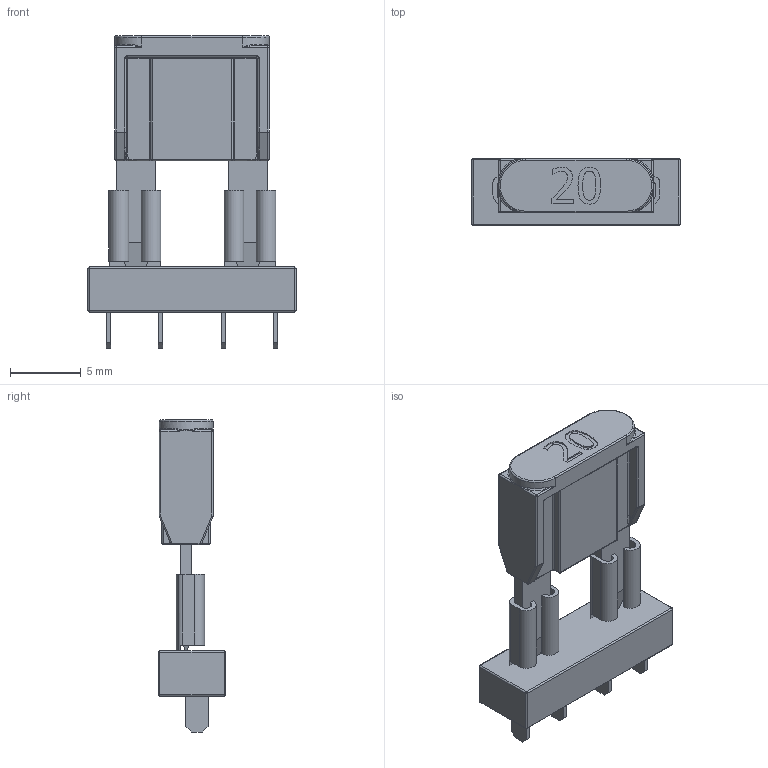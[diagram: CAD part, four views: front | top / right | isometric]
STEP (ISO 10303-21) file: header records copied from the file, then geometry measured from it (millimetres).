
FILE_DESCRIPTION(/* description */ (''),/* implementation_level */ '2;1');
FILE_NAME(/* name */ 'MiniBladeFuseWithPcbHolder.stp',/* time_stamp */ '2021-06-06T06:34:30+09:00',/* author */ ('smco5'),/* organization */ (''),/* preprocessor_version */ 'ST-DEVELOPER v17.2',/* originating_system */ 'Autodesk Inventor 2019',/* authorisation */ '');
FILE_SCHEMA (('AUTOMOTIVE_DESIGN { 1 0 10303 214 3 1 1 }'));
Length unit declared in the file: millimetre
Products named in the file (6): MiniBladeFuseWithPcbHolder; Mini Blade Fuse Holder; Fuse Holder; Body; Pins; Blade MINI Fuse
Assembly tree (5 placements, depth 4):
  MiniBladeFuseWithPcbHolder
    Mini Blade Fuse Holder
      Fuse Holder
        Body
        Pins
    Blade MINI Fuse
Bounding box: 14.68 x 4.75 x 22.02 mm (x, y, z)
Volume: 582.6 mm3; surface area: 968.9 mm2
Topology: 10 solids, 10 shells, 356 faces, 849 edges, 484 vertices
Faces by surface type: plane 123, cylinder 108, bspline 71, sphere 36, torus 18
Entity records: 11852 total; most frequent: CARTESIAN_POINT 3892, ORIENTED_EDGE 1634, DIRECTION 1553, EDGE_CURVE 817, AXIS2_PLACEMENT_3D 569, VERTEX_POINT 484, LINE 415, VECTOR 415
